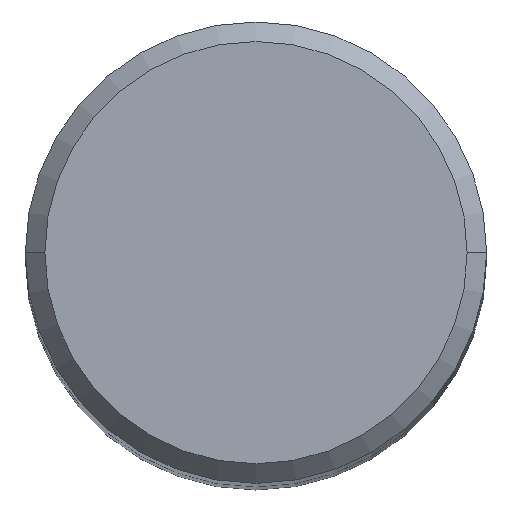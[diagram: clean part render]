
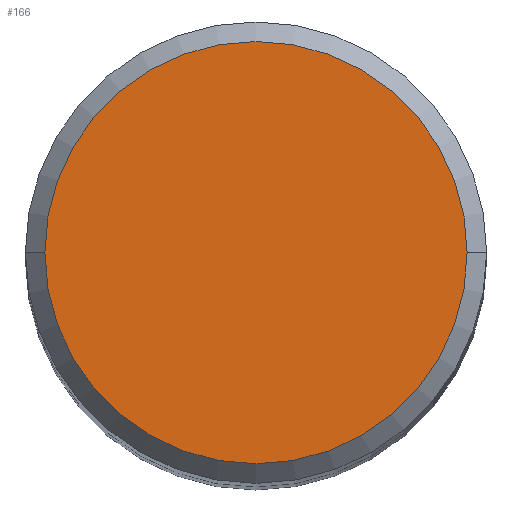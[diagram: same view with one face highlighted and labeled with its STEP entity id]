
A CAD part, top view. The second image highlights one B-rep face of the part: STEP entity #166.
In plain terms, the highlighted planar face has unit normal (0, 0, 1).
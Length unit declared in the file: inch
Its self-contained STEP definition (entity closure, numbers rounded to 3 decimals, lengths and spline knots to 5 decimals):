
#4 = CARTESIAN_POINT ( 'NONE',  ( 0., 0.2162, 0. ) ) ;
#28 = DIRECTION ( 'NONE',  ( -1., 0., 0. ) ) ;
#48 = DIRECTION ( 'NONE',  ( 0., 0., 1. ) ) ;
#51 = VERTEX_POINT ( 'NONE', #97 ) ;
#80 = EDGE_CURVE ( 'NONE', #404, #51, #305, .T. ) ;
#94 = EDGE_CURVE ( 'NONE', #51, #404, #223, .T. ) ;
#97 = CARTESIAN_POINT ( 'NONE',  ( 0.2162, 0., 0. ) ) ;
#124 = AXIS2_PLACEMENT_3D ( 'NONE', #188, #331, #133 ) ;
#133 = DIRECTION ( 'NONE',  ( 1., 0., 0. ) ) ;
#146 = ORIENTED_EDGE ( 'NONE', *, *, #80, .T. ) ;
#166 = ADVANCED_FACE ( 'NONE', ( #210 ), #190, .F. ) ;
#175 = DIRECTION ( 'NONE',  ( 0., 0., -1. ) ) ;
#188 = CARTESIAN_POINT ( 'NONE',  ( 0., 0., 0. ) ) ;
#190 = PLANE ( 'NONE',  #329 ) ;
#210 = FACE_OUTER_BOUND ( 'NONE', #230, .T. ) ;
#223 = CIRCLE ( 'NONE', #281, 0.2162 ) ;
#230 = EDGE_LOOP ( 'NONE', ( #146, #290 ) ) ;
#259 = CARTESIAN_POINT ( 'NONE',  ( -0.2162, 0., 0. ) ) ;
#281 = AXIS2_PLACEMENT_3D ( 'NONE', #293, #48, #397 ) ;
#290 = ORIENTED_EDGE ( 'NONE', *, *, #94, .T. ) ;
#293 = CARTESIAN_POINT ( 'NONE',  ( 0., 0., 0. ) ) ;
#305 = CIRCLE ( 'NONE', #124, 0.2162 ) ;
#329 = AXIS2_PLACEMENT_3D ( 'NONE', #4, #175, #28 ) ;
#331 = DIRECTION ( 'NONE',  ( 0., 0., 1. ) ) ;
#397 = DIRECTION ( 'NONE',  ( 1., 0., 0. ) ) ;
#404 = VERTEX_POINT ( 'NONE', #259 ) ;
